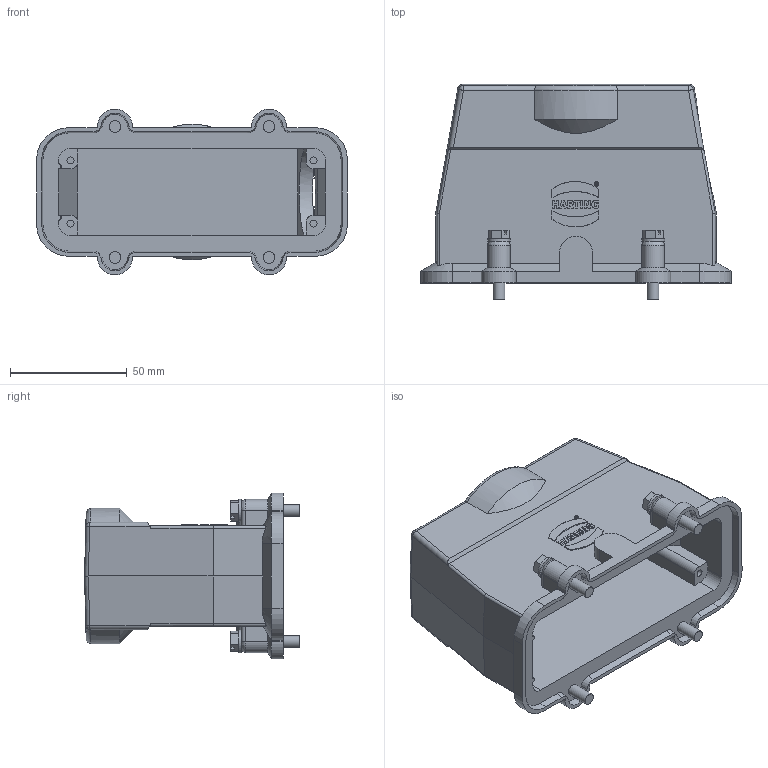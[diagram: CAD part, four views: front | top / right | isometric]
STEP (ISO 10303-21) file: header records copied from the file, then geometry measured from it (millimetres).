
FILE_DESCRIPTION(/* description */ (''),/* implementation_level */ '2;1');
FILE_NAME(/* name */ '100204547ugm000_b.stp',/* time_stamp */ '2017-10-27T15:23:18+02:00',/* author */ (''),/* organization */ (''),/* preprocessor_version */ 'ST-DEVELOPER v16',/* originating_system */ 'SIEMENS PLM Software NX 10.0',/* authorisation */ '');
FILE_SCHEMA (('AUTOMOTIVE_DESIGN { 1 0 10303 214 3 1 1 1 }'));
Length unit declared in the file: millimetre
Products named in the file (1): 100204547ugm000_b
Bounding box: 133 x 92 x 71 mm (x, y, z)
Volume: 130096.5 mm3; surface area: 64409.5 mm2
Topology: 1 solids, 1 shells, 373 faces, 974 edges, 630 vertices
Faces by surface type: plane 255, cylinder 69, cone 26, bspline 19, sphere 4
Full cylindrical faces by diameter (mm): 1.4 x1, 1.963 x1, 3 x4, 5 x4, 9.8 x4, 40 x1
Entity records: 14008 total; most frequent: CARTESIAN_POINT 3034, ORIENTED_EDGE 1910, DIRECTION 1745, EDGE_CURVE 955, LINE 711, VECTOR 711, VERTEX_POINT 626, AXIS2_PLACEMENT_3D 517
